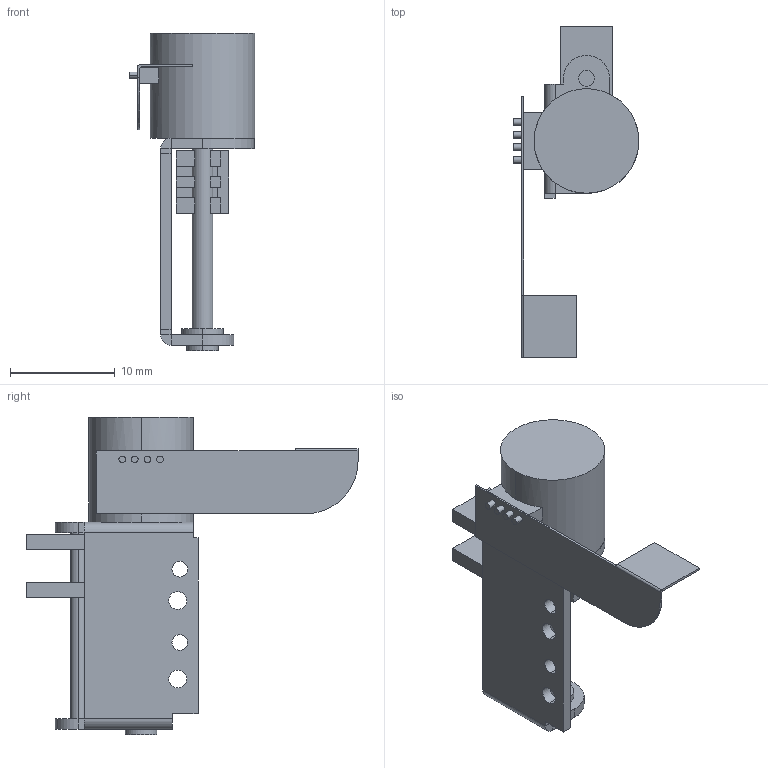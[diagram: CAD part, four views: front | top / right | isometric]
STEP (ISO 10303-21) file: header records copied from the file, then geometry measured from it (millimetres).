
FILE_DESCRIPTION((''),'2;1');
FILE_NAME('MOTOR10MM_ASM','2016-03-07T',('lenovo'),('FIH_MPE'),'PRO/ENGINEER BY PARAMETRIC TECHNOLOGY CORPORATION, 2010280','PRO/ENGINEER BY PARAMETRIC TECHNOLOGY CORPORATION, 2010280','');
FILE_SCHEMA(('AUTOMOTIVE_DESIGN_CC2 { 1 2 10303 214 -1 1 5 2 }'));
Length unit declared in the file: millimetre
Products named in the file (4): MOTOR_METAL; MOTOREE; MOVE; MOTOR10MM_ASM
Assembly tree (3 placements, depth 2):
  MOTOR10MM_ASM
    MOTOR_METAL
    MOTOREE
    MOVE
Bounding box: 12 x 31.73 x 30.3 mm (x, y, z)
Volume: 1472.1 mm3; surface area: 2285.5 mm2
Topology: 4 solids, 4 shells, 138 faces, 363 edges, 275 vertices
Faces by surface type: plane 84, cylinder 54
Entity records: 4927 total; most frequent: DIRECTION 791, CARTESIAN_POINT 756, ORIENTED_EDGE 690, EDGE_CURVE 345, AXIS2_PLACEMENT_3D 274, VECTOR 243, LINE 243, VERTEX_POINT 223
